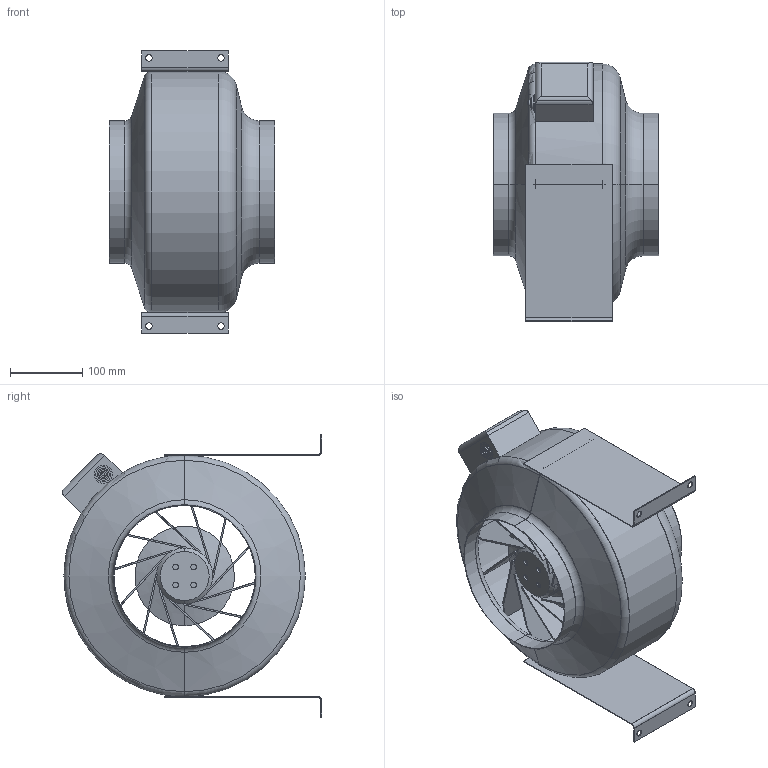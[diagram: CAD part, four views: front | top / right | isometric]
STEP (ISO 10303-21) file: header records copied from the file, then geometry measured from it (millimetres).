
FILE_DESCRIPTION (( 'STEP AP214' ), '1' );
FILE_NAME ('ERR_20-1-S.step', '2009-05-12T21:46:50', ( 'Wolfgang Schmidt' ), ( 'WS-KO' ), 'SwSTEP 2.0', 'SolidWorks 2008', '' );
FILE_SCHEMA (( 'AUTOMOTIVE_DESIGN' ));
Length unit declared in the file: millimetre
Products named in the file (1): ERR_20-1-S
Bounding box: 230 x 359.57 x 392 mm (x, y, z)
Volume: 1400612.5 mm3; surface area: 918744.5 mm2
Topology: 4 solids, 4 shells, 271 faces, 720 edges, 467 vertices
Faces by surface type: plane 119, cylinder 86, cone 50, torus 16
Entity records: 9024 total; most frequent: CARTESIAN_POINT 2317, ORIENTED_EDGE 1440, DIRECTION 1330, EDGE_CURVE 720, AXIS2_PLACEMENT_3D 484, VERTEX_POINT 467, VECTOR 362, LINE 362
